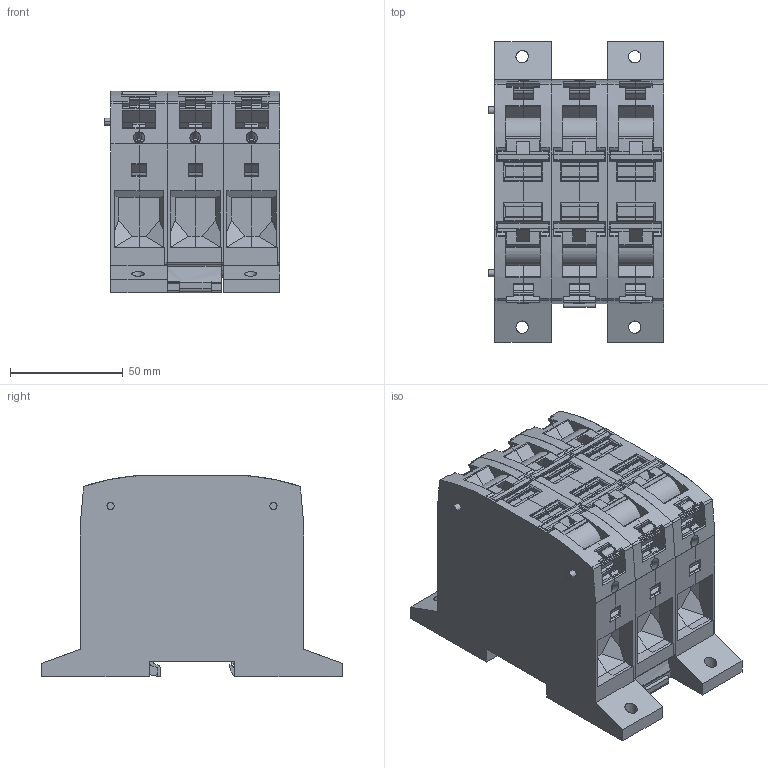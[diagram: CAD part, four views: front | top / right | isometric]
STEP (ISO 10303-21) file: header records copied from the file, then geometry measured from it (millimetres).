
FILE_DESCRIPTION(('CATIA V5 STEP Exchange','CAx-IF Rec.Pracs.--- Model Styling and Organization---1.4--- 2014-01-23'),'2;1');
FILE_NAME ('1148624-12_1', '2019-11-27T10:23:54+00:00', ('none'), ('Weidmueller'), 'CATIA Version 5-6 Release 2016 SP3 HF44', 'CATIA V5 STEP AP214', 'none');
FILE_SCHEMA(('AUTOMOTIVE_DESIGN { 1 0 10303 214 1 1 1 1 }'));
Products named in the file (1): 2694230000
Bounding box: 78 x 133.44 x 89.65 mm (x, y, z)
Volume: 573138 mm3; surface area: 171160.5 mm2
Topology: 18 solids, 36 shells, 2658 faces, 7792 edges, 5224 vertices
Faces by surface type: plane 1426, cylinder 990, extrusion 158, cone 60, torus 12, bspline 12
Entity records: 97058 total; most frequent: CARTESIAN_POINT 29533, ORIENTED_EDGE 15572, DIRECTION 11289, EDGE_CURVE 7786, VECTOR 5262, VERTEX_POINT 5224, LINE 5104, AXIS2_PLACEMENT_3D 3903
